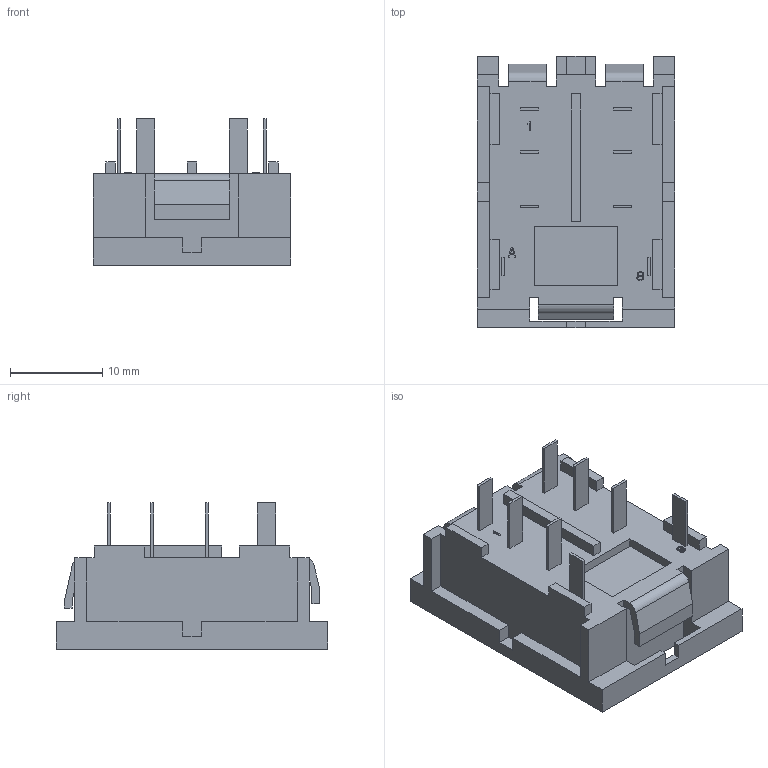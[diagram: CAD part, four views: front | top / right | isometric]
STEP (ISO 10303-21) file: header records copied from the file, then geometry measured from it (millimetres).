
FILE_DESCRIPTION((''),'2;1');
FILE_NAME('C-2-1419106-1','2009-07-16T',('workeradm'),(''),'PRO/ENGINEER BY PARAMETRIC TECHNOLOGY CORPORATION, 2008380','PRO/ENGINEER BY PARAMETRIC TECHNOLOGY CORPORATION, 2008380','');
FILE_SCHEMA(('AUTOMOTIVE_DESIGN { 1 0 10303 214 1 1 1 1 }'));
Length unit declared in the file: millimetre
Products named in the file (1): C-2-1419106-1
Bounding box: 21.44 x 29.41 x 15.85 mm (x, y, z)
Volume: 4756.8 mm3; surface area: 3014.7 mm2
Topology: 1 solids, 1 shells, 280 faces, 762 edges, 508 vertices
Faces by surface type: plane 272, cylinder 8
Entity records: 8706 total; most frequent: CARTESIAN_POINT 1551, ORIENTED_EDGE 1524, DIRECTION 1338, EDGE_CURVE 762, VECTOR 746, LINE 746, VERTEX_POINT 508, EDGE_LOOP 306
